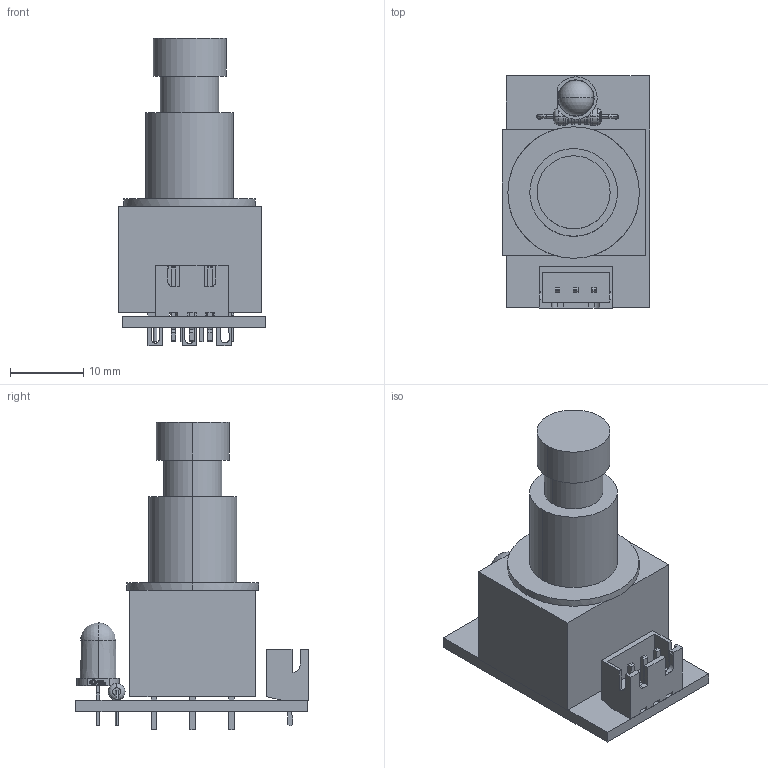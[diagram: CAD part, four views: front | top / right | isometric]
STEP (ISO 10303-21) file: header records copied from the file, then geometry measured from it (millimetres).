
FILE_DESCRIPTION(('Designed by EasyEDA Pro'),'2;1');
FILE_NAME('Open CASCADE Shape Model','2024-01-11T14:12:38',('Author'),( 'Open CASCADE'),'Open CASCADE STEP processor 7.6','Open CASCADE 7.6' ,'Unknown');
FILE_SCHEMA(('AUTOMOTIVE_DESIGN { 1 0 10303 214 1 1 1 1 }'));
Length unit declared in the file: millimetre
Products named in the file (14): PCBModel; COMPOUND; U1; è¸©éå°è£; SOLID; U2; CONN-TH_3P-P2.54_2501S-3P; U3; LED-TH_BD5.9-P2.54-RD_RED; R2; RES-TH_BD2.3-L6.5-P10.50-D0.5
Assembly tree (13 placements, depth 4):
  PCBModel
    COMPOUND
    U1
      è¸©éå°è£
        SOLID
    U2
      CONN-TH_3P-P2.54_2501S-3P
        COMPOUND
    U3
      LED-TH_BD5.9-P2.54-RD_RED
        SOLID
    R2
      RES-TH_BD2.3-L6.5-P10.50-D0.5
        SOLID
Bounding box: 20.25 x 31.77 x 42.1 mm (x, y, z)
Volume: 8552.8 mm3; surface area: 5061.1 mm2
Topology: 18 solids, 18 shells, 1105 faces, 2974 edges, 1989 vertices
Faces by surface type: plane 665, bspline 314, cylinder 91, revolution 23, torus 8, sphere 2, cone 2
Full cylindrical faces by diameter (mm): 0.7 x2, 1 x5
Entity records: 47527 total; most frequent: CARTESIAN_POINT 13602, ORIENTED_EDGE 5948, DIRECTION 3917, EDGE_CURVE 2974, VERTEX_POINT 1989, LINE 1898, VECTOR 1898, FACE_BOUND 1252
